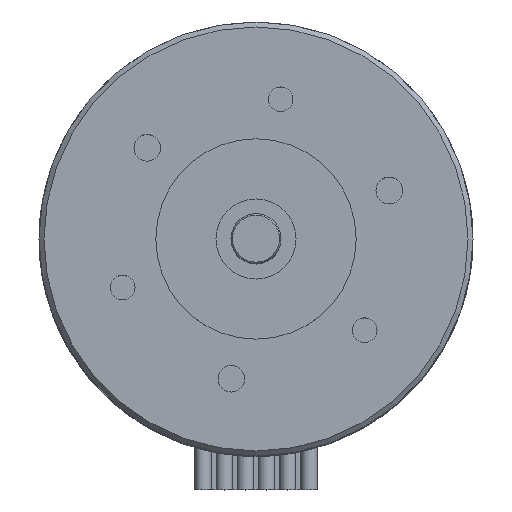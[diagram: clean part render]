
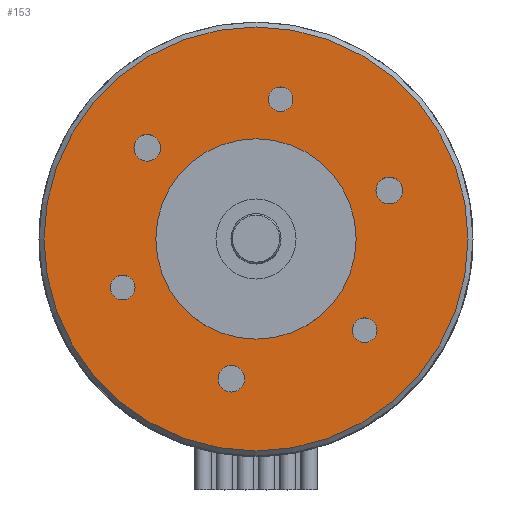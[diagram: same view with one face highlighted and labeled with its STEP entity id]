
A CAD part, top view. The second image highlights one B-rep face of the part: STEP entity #153.
In plain terms, the highlighted planar face has unit normal (0, 0, 1).
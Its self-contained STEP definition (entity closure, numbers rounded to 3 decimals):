
#44=FACE_BOUND('',#294,.T.);
#45=FACE_BOUND('',#295,.T.);
#46=FACE_BOUND('',#296,.T.);
#47=FACE_BOUND('',#297,.T.);
#48=FACE_BOUND('',#298,.T.);
#49=FACE_BOUND('',#299,.T.);
#50=FACE_BOUND('',#300,.T.);
#51=FACE_BOUND('',#301,.T.);
#103=PLANE('',#1091);
#153=ADVANCED_FACE('',(#44,#45,#46,#47,#48,#49,#50,#51),#103,.T.);
#294=EDGE_LOOP('',(#521));
#295=EDGE_LOOP('',(#522));
#296=EDGE_LOOP('',(#523));
#297=EDGE_LOOP('',(#524));
#298=EDGE_LOOP('',(#525));
#299=EDGE_LOOP('',(#526));
#300=EDGE_LOOP('',(#527));
#301=EDGE_LOOP('',(#528));
#417=CIRCLE('',#1083,12.7);
#418=CIRCLE('',#1084,0.8);
#419=CIRCLE('',#1085,0.8);
#420=CIRCLE('',#1086,0.8);
#421=CIRCLE('',#1087,0.74);
#422=CIRCLE('',#1088,0.74);
#423=CIRCLE('',#1089,0.74);
#424=CIRCLE('',#1090,6.);
#521=ORIENTED_EDGE('',*,*,#862,.T.);
#522=ORIENTED_EDGE('',*,*,#863,.T.);
#523=ORIENTED_EDGE('',*,*,#864,.T.);
#524=ORIENTED_EDGE('',*,*,#865,.T.);
#525=ORIENTED_EDGE('',*,*,#866,.T.);
#526=ORIENTED_EDGE('',*,*,#867,.T.);
#527=ORIENTED_EDGE('',*,*,#868,.T.);
#528=ORIENTED_EDGE('',*,*,#869,.F.);
#763=VERTEX_POINT('',#1651);
#764=VERTEX_POINT('',#1653);
#765=VERTEX_POINT('',#1655);
#766=VERTEX_POINT('',#1657);
#767=VERTEX_POINT('',#1659);
#768=VERTEX_POINT('',#1661);
#769=VERTEX_POINT('',#1663);
#770=VERTEX_POINT('',#1665);
#862=EDGE_CURVE('',#763,#763,#417,.T.);
#863=EDGE_CURVE('',#764,#764,#418,.T.);
#864=EDGE_CURVE('',#765,#765,#419,.T.);
#865=EDGE_CURVE('',#766,#766,#420,.T.);
#866=EDGE_CURVE('',#767,#767,#421,.T.);
#867=EDGE_CURVE('',#768,#768,#422,.T.);
#868=EDGE_CURVE('',#769,#769,#423,.T.);
#869=EDGE_CURVE('',#770,#770,#424,.T.);
#1083=AXIS2_PLACEMENT_3D('',#1650,#1308,#1309);
#1084=AXIS2_PLACEMENT_3D('',#1652,#1310,#1311);
#1085=AXIS2_PLACEMENT_3D('',#1654,#1312,#1313);
#1086=AXIS2_PLACEMENT_3D('',#1656,#1314,#1315);
#1087=AXIS2_PLACEMENT_3D('',#1658,#1316,#1317);
#1088=AXIS2_PLACEMENT_3D('',#1660,#1318,#1319);
#1089=AXIS2_PLACEMENT_3D('',#1662,#1320,#1321);
#1090=AXIS2_PLACEMENT_3D('',#1664,#1322,#1323);
#1091=AXIS2_PLACEMENT_3D('',#1666,#1324,#1325);
#1308=DIRECTION('',(0.,0.,1.));
#1309=DIRECTION('',(1.,0.,0.));
#1310=DIRECTION('',(0.,0.,-1.));
#1311=DIRECTION('',(-1.,0.,0.));
#1312=DIRECTION('',(0.,0.,-1.));
#1313=DIRECTION('',(-1.,0.,0.));
#1314=DIRECTION('',(0.,0.,-1.));
#1315=DIRECTION('',(-1.,0.,0.));
#1316=DIRECTION('',(0.,0.,-1.));
#1317=DIRECTION('',(-1.,0.,0.));
#1318=DIRECTION('',(0.,0.,-1.));
#1319=DIRECTION('',(-1.,0.,0.));
#1320=DIRECTION('',(0.,0.,-1.));
#1321=DIRECTION('',(-1.,0.,0.));
#1322=DIRECTION('',(0.,0.,1.));
#1323=DIRECTION('',(1.,0.,0.));
#1324=DIRECTION('',(0.,0.,1.));
#1325=DIRECTION('',(1.,0.,0.));
#1650=CARTESIAN_POINT('',(0.,0.,0.));
#1651=CARTESIAN_POINT('',(12.7,0.,0.));
#1652=CARTESIAN_POINT('',(7.987,2.907,0.));
#1653=CARTESIAN_POINT('',(7.187,2.907,0.));
#1654=CARTESIAN_POINT('',(-1.476,-8.371,0.));
#1655=CARTESIAN_POINT('',(-2.276,-8.371,0.));
#1656=CARTESIAN_POINT('',(-6.511,5.464,0.));
#1657=CARTESIAN_POINT('',(-7.311,5.464,0.));
#1658=CARTESIAN_POINT('',(1.476,8.371,0.));
#1659=CARTESIAN_POINT('',(0.736,8.371,0.));
#1660=CARTESIAN_POINT('',(6.511,-5.464,0.));
#1661=CARTESIAN_POINT('',(5.771,-5.464,0.));
#1662=CARTESIAN_POINT('',(-7.987,-2.907,0.));
#1663=CARTESIAN_POINT('',(-8.727,-2.907,0.));
#1664=CARTESIAN_POINT('',(0.,0.,0.));
#1665=CARTESIAN_POINT('',(6.,0.,0.));
#1666=CARTESIAN_POINT('',(0.,0.,0.));
